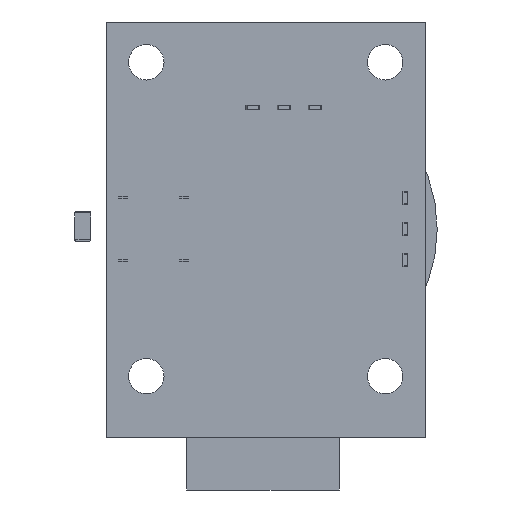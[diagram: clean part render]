
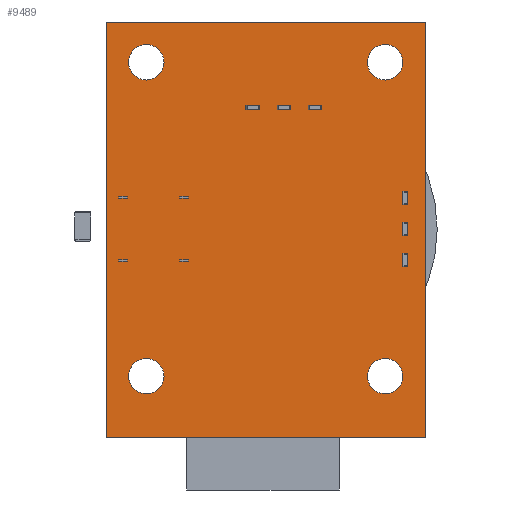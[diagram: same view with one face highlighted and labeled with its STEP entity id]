
A CAD part, front view. The second image highlights one B-rep face of the part: STEP entity #9489.
In plain terms, the highlighted planar face has unit normal (0, -1, 0).
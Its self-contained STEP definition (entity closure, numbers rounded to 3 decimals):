
#426=CIRCLE('',#10104,1.45);
#427=CIRCLE('',#10106,1.45);
#428=CIRCLE('',#10108,1.45);
#429=CIRCLE('',#10110,1.45);
#670=FACE_BOUND('',#1619,.T.);
#671=FACE_BOUND('',#1620,.T.);
#672=FACE_BOUND('',#1621,.T.);
#673=FACE_BOUND('',#1622,.T.);
#1046=FACE_OUTER_BOUND('',#1618,.T.);
#1618=EDGE_LOOP('',(#6574,#6575,#6576,#6577));
#1619=EDGE_LOOP('',(#6578));
#1620=EDGE_LOOP('',(#6579));
#1621=EDGE_LOOP('',(#6580));
#1622=EDGE_LOOP('',(#6581));
#2283=LINE('',#13440,#3225);
#2285=LINE('',#13444,#3227);
#2287=LINE('',#13448,#3229);
#2289=LINE('',#13451,#3231);
#3225=VECTOR('',#11012,10.);
#3227=VECTOR('',#11016,10.);
#3229=VECTOR('',#11020,10.);
#3231=VECTOR('',#11024,10.);
#4140=VERTEX_POINT('',#13421);
#4141=VERTEX_POINT('',#13425);
#4142=VERTEX_POINT('',#13429);
#4143=VERTEX_POINT('',#13433);
#4144=VERTEX_POINT('',#13437);
#4145=VERTEX_POINT('',#13439);
#4146=VERTEX_POINT('',#13443);
#4147=VERTEX_POINT('',#13447);
#5079=EDGE_CURVE('',#4140,#4140,#426,.T.);
#5081=EDGE_CURVE('',#4141,#4141,#427,.T.);
#5083=EDGE_CURVE('',#4142,#4142,#428,.T.);
#5085=EDGE_CURVE('',#4143,#4143,#429,.T.);
#5087=EDGE_CURVE('',#4145,#4144,#2283,.T.);
#5089=EDGE_CURVE('',#4146,#4145,#2285,.T.);
#5091=EDGE_CURVE('',#4147,#4146,#2287,.T.);
#5093=EDGE_CURVE('',#4144,#4147,#2289,.T.);
#6574=ORIENTED_EDGE('',*,*,#5093,.T.);
#6575=ORIENTED_EDGE('',*,*,#5091,.T.);
#6576=ORIENTED_EDGE('',*,*,#5089,.T.);
#6577=ORIENTED_EDGE('',*,*,#5087,.T.);
#6578=ORIENTED_EDGE('',*,*,#5079,.T.);
#6579=ORIENTED_EDGE('',*,*,#5081,.T.);
#6580=ORIENTED_EDGE('',*,*,#5083,.T.);
#6581=ORIENTED_EDGE('',*,*,#5085,.T.);
#9138=PLANE('',#10115);
#9489=ADVANCED_FACE('',(#1046,#670,#671,#672,#673),#9138,.T.);
#10104=AXIS2_PLACEMENT_3D('',#13423,#10992,#10993);
#10106=AXIS2_PLACEMENT_3D('',#13427,#10997,#10998);
#10108=AXIS2_PLACEMENT_3D('',#13431,#11002,#11003);
#10110=AXIS2_PLACEMENT_3D('',#13435,#11007,#11008);
#10115=AXIS2_PLACEMENT_3D('',#13452,#11025,#11026);
#10992=DIRECTION('center_axis',(0.,1.,0.));
#10993=DIRECTION('ref_axis',(-1.,0.,0.));
#10997=DIRECTION('center_axis',(0.,1.,0.));
#10998=DIRECTION('ref_axis',(-1.,0.,0.));
#11002=DIRECTION('center_axis',(0.,1.,0.));
#11003=DIRECTION('ref_axis',(-1.,0.,0.));
#11007=DIRECTION('center_axis',(0.,1.,0.));
#11008=DIRECTION('ref_axis',(-1.,0.,0.));
#11012=DIRECTION('',(0.,0.,-1.));
#11016=DIRECTION('',(-1.,0.,0.));
#11020=DIRECTION('',(0.,0.,1.));
#11024=DIRECTION('',(1.,0.,0.));
#11025=DIRECTION('center_axis',(0.,-1.,0.));
#11026=DIRECTION('ref_axis',(0.,0.,-1.));
#13421=CARTESIAN_POINT('',(15.2,0.,13.65));
#13423=CARTESIAN_POINT('Origin',(13.75,0.,13.65));
#13425=CARTESIAN_POINT('',(-4.35,0.,13.65));
#13427=CARTESIAN_POINT('Origin',(-5.8,0.,13.65));
#13429=CARTESIAN_POINT('',(15.2,0.,-12.05));
#13431=CARTESIAN_POINT('Origin',(13.75,0.,-12.05));
#13433=CARTESIAN_POINT('',(-4.35,0.,-12.05));
#13435=CARTESIAN_POINT('Origin',(-5.8,0.,-12.05));
#13437=CARTESIAN_POINT('',(-9.1,0.,-17.05));
#13439=CARTESIAN_POINT('',(-9.1,0.,16.95));
#13440=CARTESIAN_POINT('',(-9.1,0.,16.95));
#13443=CARTESIAN_POINT('',(17.05,0.,16.95));
#13444=CARTESIAN_POINT('',(17.05,0.,16.95));
#13447=CARTESIAN_POINT('',(17.05,0.,-17.05));
#13448=CARTESIAN_POINT('',(17.05,0.,-17.05));
#13451=CARTESIAN_POINT('',(-9.1,0.,-17.05));
#13452=CARTESIAN_POINT('Origin',(3.975,0.,-0.05));
